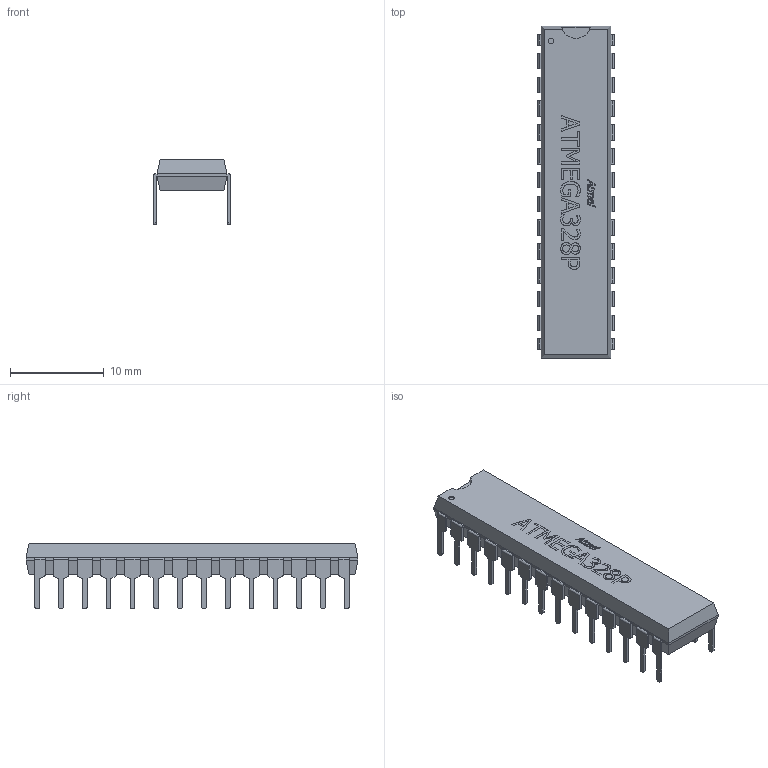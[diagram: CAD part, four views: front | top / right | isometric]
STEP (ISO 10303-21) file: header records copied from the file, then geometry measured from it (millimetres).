
FILE_DESCRIPTION(/* description */ (''),/* implementation_level */ '2;1');
FILE_NAME(/* name */ 'ATMEGA328p.stp',/* time_stamp */ '2018-07-28T22:10:53+02:00',/* author */ ('gabri'),/* organization */ (''),/* preprocessor_version */ 'ST-DEVELOPER v17',/* originating_system */ 'Autodesk Inventor 2019',/* authorisation */ '');
FILE_SCHEMA (('AUTOMOTIVE_DESIGN { 1 0 10303 214 3 1 1 }'));
Length unit declared in the file: millimetre
Products named in the file (1): Atmel ATMega328p
Bounding box: 8.13 x 35.4 x 6.99 mm (x, y, z)
Volume: 876.8 mm3; surface area: 1143.3 mm2
Topology: 29 solids, 29 shells, 787 faces, 2110 edges, 1404 vertices
Faces by surface type: plane 520, cylinder 166, bspline 101
Full cylindrical faces by diameter (mm): 0.602 x1
Entity records: 25570 total; most frequent: CARTESIAN_POINT 5927, ORIENTED_EDGE 4220, DIRECTION 3616, EDGE_CURVE 2110, LINE 1574, VECTOR 1574, VERTEX_POINT 1404, AXIS2_PLACEMENT_3D 1021
